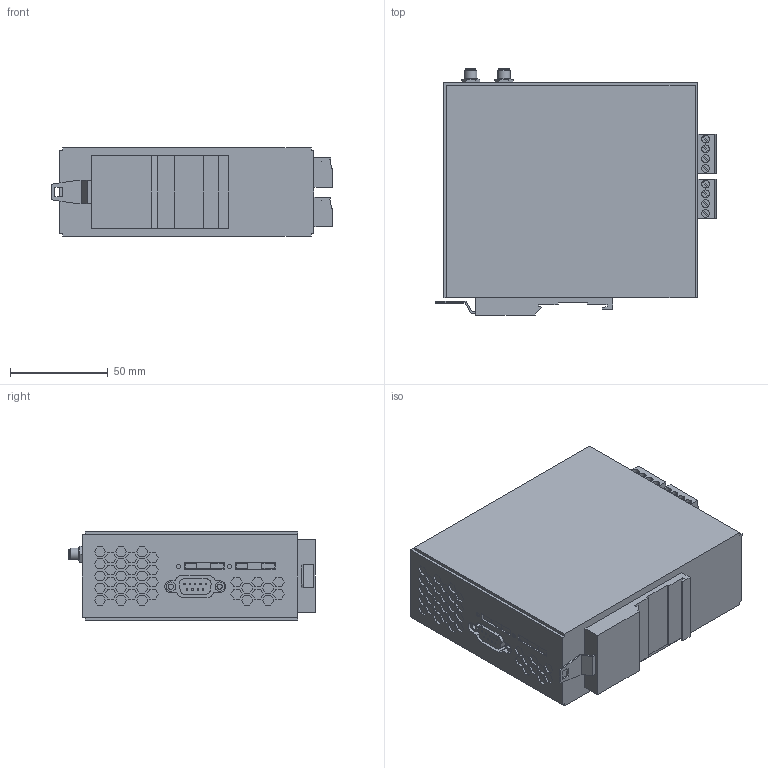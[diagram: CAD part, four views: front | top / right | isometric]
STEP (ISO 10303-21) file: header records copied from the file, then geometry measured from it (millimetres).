
FILE_DESCRIPTION(('SolidDesigner STEP Export'),'2;1');
FILE_NAME('2903440_TC_MGUARD_RS4000_3G_VPN-select.stp','2013-11-27T10:42:53',(''),(''),'Creo Elements/Direct Modeling STEP processor for AP214 (Solid Model)','Creo Elements/Direct Modeling 18.1B 29-Sep-2012 (C) Parametric Technology GmbH','');
FILE_SCHEMA(('AUTOMOTIVE_DESIGN { 1 0 10303 214 1 1 1 1 }'));
Length unit declared in the file: millimetre
Products named in the file (2): 2903440_TC_MGUARD_RS4000_3G_VPN-select
Assembly tree (1 placements, depth 2):
  2903440_TC_MGUARD_RS4000_3G_VPN-select
    2903440_TC_MGUARD_RS4000_3G_VPN-select
Bounding box: 143.29 x 125.99 x 45 mm (x, y, z)
Volume: 657816.8 mm3; surface area: 62755.5 mm2
Topology: 1 solids, 1 shells, 1284 faces, 3272 edges, 2156 vertices
Faces by surface type: plane 1147, cylinder 125, cone 8, sphere 4
Entity records: 47912 total; most frequent: CARTESIAN_POINT 6839, ORIENTED_EDGE 6544, DIRECTION 5820, EDGE_CURVE 3272, VECTOR 2914, LINE 2914, VERTEX_POINT 2156, AXIS2_PLACEMENT_3D 1453
